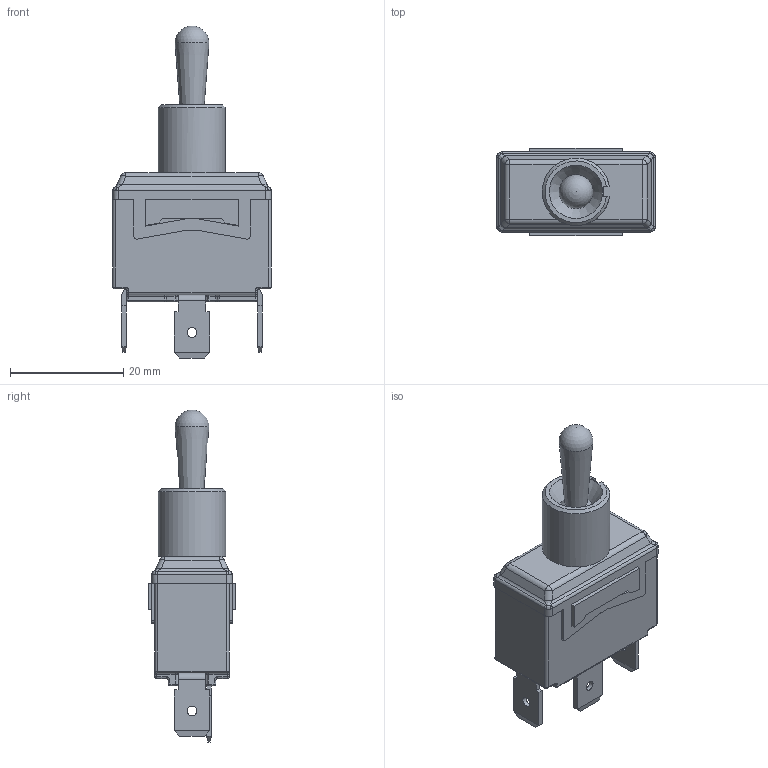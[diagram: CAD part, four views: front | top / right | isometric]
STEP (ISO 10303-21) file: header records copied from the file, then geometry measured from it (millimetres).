
FILE_DESCRIPTION(/* description */ (''),/* implementation_level */ '2;1');
FILE_NAME(/* name */ 'ST14DD10.stp',/* time_stamp */ '2025-06-04T08:03:46-05:00',/* author */ ('mroman'),/* organization */ (''),/* preprocessor_version */ 'ST-DEVELOPER v18.1',/* originating_system */ 'Autodesk Inventor 2022',/* authorisation */ '');
FILE_SCHEMA (('AUTOMOTIVE_DESIGN { 1 0 10303 214 3 1 1 }'));
Length unit declared in the file: centimetre
Products named in the file (1): ST14DD10
Bounding box: 28 x 15.5 x 58.6 mm (x, y, z)
Volume: 9607.4 mm3; surface area: 4095.6 mm2
Topology: 1 solids, 5 shells, 411 faces, 989 edges, 596 vertices
Faces by surface type: plane 166, cylinder 125, bspline 52, sphere 30, torus 29, cone 9
Full cylindrical faces by diameter (mm): 1.7 x3, 2 x3, 5.4 x1
Entity records: 12455 total; most frequent: CARTESIAN_POINT 3005, ORIENTED_EDGE 1968, DIRECTION 1948, EDGE_CURVE 984, AXIS2_PLACEMENT_3D 698, VERTEX_POINT 596, LINE 552, VECTOR 552
